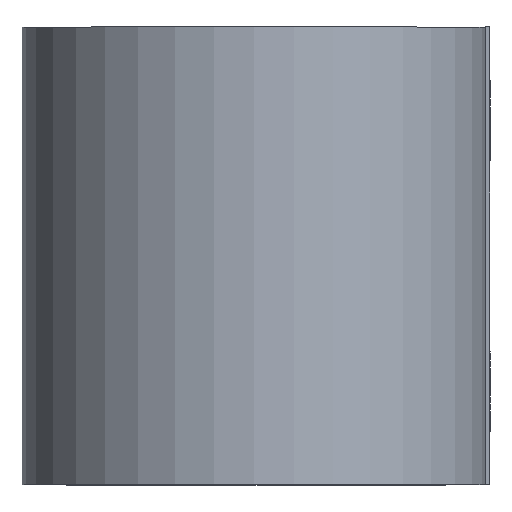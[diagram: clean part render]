
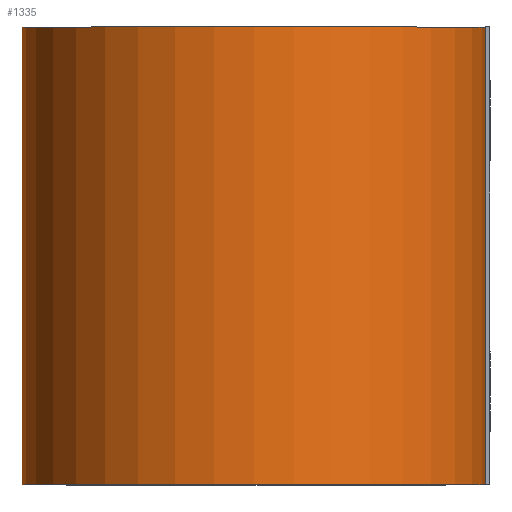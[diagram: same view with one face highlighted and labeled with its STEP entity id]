
A CAD part, top view. The second image highlights one B-rep face of the part: STEP entity #1335.
In plain terms, the highlighted cylindrical face has radius 20.27 mm (diameter 40.54 mm), a partial arc.
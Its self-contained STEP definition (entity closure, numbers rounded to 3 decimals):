
#2 = EDGE_CURVE ( 'NONE', #319, #1289, #1110, .T. ) ;
#58 = AXIS2_PLACEMENT_3D ( 'NONE', #1230, #1210, #424 ) ;
#108 = CARTESIAN_POINT ( 'NONE',  ( -20.46, 40., 0. ) ) ;
#129 = FACE_OUTER_BOUND ( 'NONE', #1474, .T. ) ;
#252 = ORIENTED_EDGE ( 'NONE', *, *, #328, .F. ) ;
#319 = VERTEX_POINT ( 'NONE', #1708 ) ;
#328 = EDGE_CURVE ( 'NONE', #1289, #1762, #1688, .T. ) ;
#400 = ORIENTED_EDGE ( 'NONE', *, *, #1035, .T. ) ;
#408 = DIRECTION ( 'NONE',  ( 0., -1., 0. ) ) ;
#424 = DIRECTION ( 'NONE',  ( 0., 0., -1. ) ) ;
#769 = VERTEX_POINT ( 'NONE', #1522 ) ;
#773 = DIRECTION ( 'NONE',  ( 0., -1., 0. ) ) ;
#782 = DIRECTION ( 'NONE',  ( 1., 0., 0. ) ) ;
#823 = ORIENTED_EDGE ( 'NONE', *, *, #2, .F. ) ;
#896 = VECTOR ( 'NONE', #1242, 1000. ) ;
#1035 = EDGE_CURVE ( 'NONE', #319, #769, #1529, .T. ) ;
#1095 = CARTESIAN_POINT ( 'NONE',  ( 20.08, 40., 0. ) ) ;
#1102 = LINE ( 'NONE', #108, #1150 ) ;
#1110 = LINE ( 'NONE', #1095, #896 ) ;
#1148 = DIRECTION ( 'NONE',  ( 0., -1., 0. ) ) ;
#1150 = VECTOR ( 'NONE', #408, 1000. ) ;
#1152 = CARTESIAN_POINT ( 'NONE',  ( -0.19, 0., 0. ) ) ;
#1161 = CARTESIAN_POINT ( 'NONE',  ( -20.46, 0., 0. ) ) ;
#1210 = DIRECTION ( 'NONE',  ( 0., -1., 0. ) ) ;
#1230 = CARTESIAN_POINT ( 'NONE',  ( -0.19, 40., 0. ) ) ;
#1242 = DIRECTION ( 'NONE',  ( 0., -1., 0. ) ) ;
#1289 = VERTEX_POINT ( 'NONE', #1627 ) ;
#1335 = ADVANCED_FACE ( 'NONE', ( #129 ), #1487, .T. ) ;
#1349 = AXIS2_PLACEMENT_3D ( 'NONE', #1152, #773, #782 ) ;
#1370 = EDGE_CURVE ( 'NONE', #769, #1762, #1102, .T. ) ;
#1426 = CARTESIAN_POINT ( 'NONE',  ( -0.19, 40., 0. ) ) ;
#1449 = ORIENTED_EDGE ( 'NONE', *, *, #1370, .T. ) ;
#1474 = EDGE_LOOP ( 'NONE', ( #252, #823, #400, #1449 ) ) ;
#1487 = CYLINDRICAL_SURFACE ( 'NONE', #58, 20.27 ) ;
#1522 = CARTESIAN_POINT ( 'NONE',  ( -20.46, 40., 0. ) ) ;
#1529 = CIRCLE ( 'NONE', #1645, 20.27 ) ;
#1627 = CARTESIAN_POINT ( 'NONE',  ( 20.08, 0., 0. ) ) ;
#1645 = AXIS2_PLACEMENT_3D ( 'NONE', #1426, #1148, #1696 ) ;
#1688 = CIRCLE ( 'NONE', #1349, 20.27 ) ;
#1696 = DIRECTION ( 'NONE',  ( 1., 0., 0. ) ) ;
#1708 = CARTESIAN_POINT ( 'NONE',  ( 20.08, 40., 0. ) ) ;
#1762 = VERTEX_POINT ( 'NONE', #1161 ) ;
